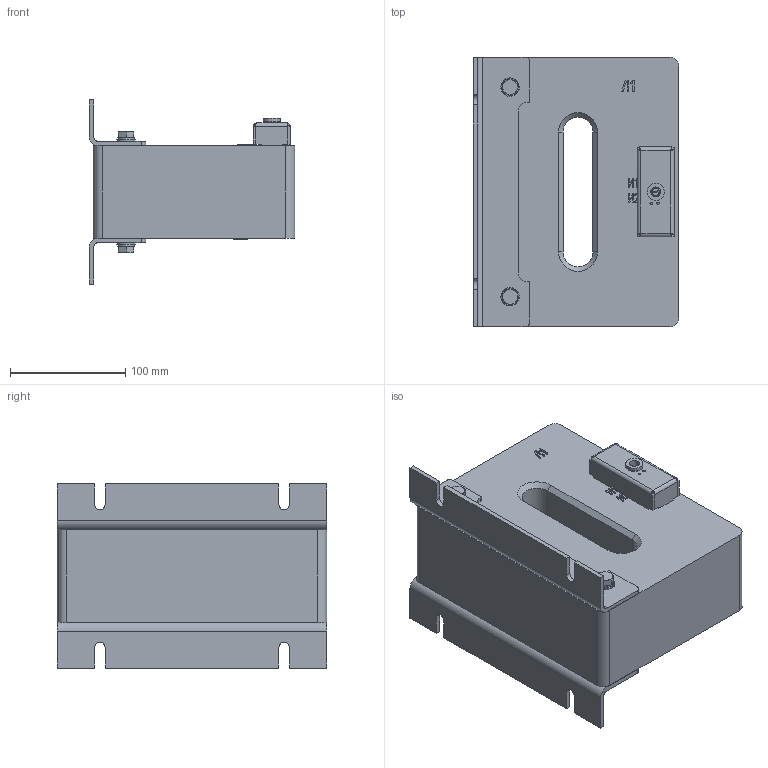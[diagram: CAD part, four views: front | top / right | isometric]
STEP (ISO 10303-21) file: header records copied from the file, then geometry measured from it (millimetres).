
FILE_DESCRIPTION (( 'STEP AP214' ), '1' );
FILE_NAME ('ﾒﾒ-0,66-ﾒﾘﾋII (2000ﾀ-3000A).STEP', '2023-07-26T11:56:18', ( '' ), ( '' ), 'SwSTEP 2.0', 'SolidWorks 2014', '' );
FILE_SCHEMA (( 'AUTOMOTIVE_DESIGN' ));
Length unit declared in the file: millimetre
Products named in the file (18): slotted cheese head screw_din_ISO 1207 - M5 x 10 --- 10N; ÂÅÈÓ.758412.024 Ãàéêà ñïåöèàëüíàÿ; T+LL.301524.010 Tðÿð_-16; ÂÅÈÓ.671231.503 Ñáîðêà òðàíñôîðìàòîðà ñ çàëèâêîé_-13; Êîðïóñ ÒØË-0,66ñ-I;II_II-2000A; ÂÅÈÓ.735314.019 Êðûøêà çàùèòíàÿ; ﾒﾒ-0,66-ﾒﾘﾋII (2000ﾀ-3000A); curved spring lock washer_din_Spring washer DIN 128 - A8; hex screw gradec_din_ISO 4018 - M8 x 20-NN; ÂÅÈÓ.735314.119 Êðûøêà çàùèòíàÿ â ñáîðå; slotted cheese head screw_din_ISO 1207 - M4 x 8 --- 8N; plain washer grade c_din_Washer DIN 126 - 9; curved spring lock washer_din_Spring washer DIN 128 - A5; 屡扔.763523.003 埋蜞怅郷-00; 屡扔.758472.014; 屡扔.758414.001-02_-02; T+LL.301524.010 Tðÿð_-15; plain washer grade c_din_Washer DIN 126 - 5.5
Assembly tree (33 placements, depth 3):
  ﾒﾒ-0,66-ﾒﾘﾋII (2000ﾀ-3000A)
    ÂÅÈÓ.671231.503 Ñáîðêà òðàíñôîðìàòîðà ñ çàëèâêîé_-13
      Êîðïóñ ÒØË-0,66ñ-I;II_II-2000A
      屡扔.758472.014
      ÂÅÈÓ.758412.024 Ãàéêà ñïåöèàëüíàÿ  x4
      屡扔.758414.001-02_-02  x2
    ÂÅÈÓ.735314.119 Êðûøêà çàùèòíàÿ â ñáîðå
      ÂÅÈÓ.735314.019 Êðûøêà çàùèòíàÿ
      屡扔.763523.003 埋蜞怅郷-00
    hex screw gradec_din_ISO 4018 - M8 x 20-NN  x4
    curved spring lock washer_din_Spring washer DIN 128 - A8  x4
    plain washer grade c_din_Washer DIN 126 - 9  x4
    slotted cheese head screw_din_ISO 1207 - M5 x 10 --- 10N  x2
    curved spring lock washer_din_Spring washer DIN 128 - A5  x2
    plain washer grade c_din_Washer DIN 126 - 5.5  x2
    slotted cheese head screw_din_ISO 1207 - M4 x 8 --- 8N
    T+LL.301524.010 Tðÿð_-15
    T+LL.301524.010 Tðÿð_-16
Bounding box: 178.5 x 234 x 160 mm (x, y, z)
Volume: 3172726.3 mm3; surface area: 271996.4 mm2
Topology: 31 solids, 31 shells, 774 faces, 1873 edges, 1185 vertices
Faces by surface type: plane 336, cylinder 160, cone 146, bspline 114, torus 18
Entity records: 20707 total; most frequent: CARTESIAN_POINT 6778, ORIENTED_EDGE 2690, DIRECTION 2233, EDGE_CURVE 1345, VERTEX_POINT 869, VECTOR 749, LINE 749, AXIS2_PLACEMENT_3D 742
